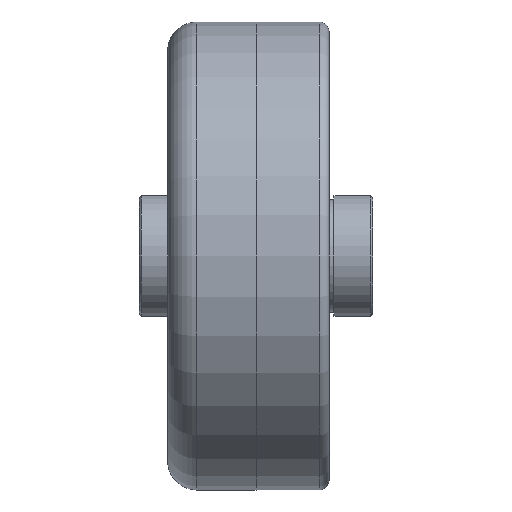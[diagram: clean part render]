
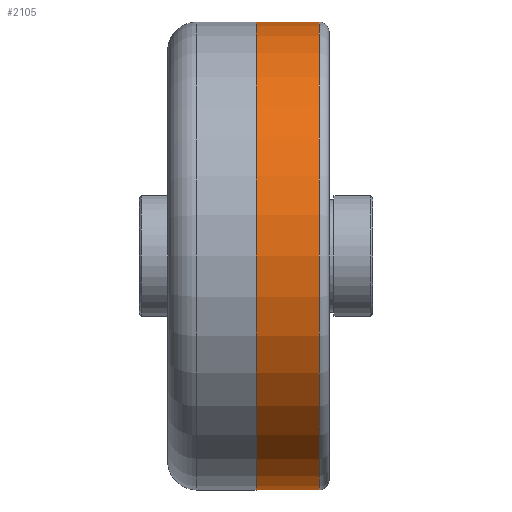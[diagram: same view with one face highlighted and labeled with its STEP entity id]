
A CAD part, front view. The second image highlights one B-rep face of the part: STEP entity #2105.
In plain terms, the highlighted cylindrical face has radius 24 mm (diameter 48 mm), a partial arc.
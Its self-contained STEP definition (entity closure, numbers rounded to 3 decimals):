
#118 = ORIENTED_EDGE ( 'NONE', *, *, #2775, .T. ) ;
#121 = DIRECTION ( 'NONE',  ( -1., 0., 0. ) ) ;
#124 = ORIENTED_EDGE ( 'NONE', *, *, #2331, .F. ) ;
#149 = ORIENTED_EDGE ( 'NONE', *, *, #1232, .T. ) ;
#299 = VECTOR ( 'NONE', #2716, 1000. ) ;
#319 = LINE ( 'NONE', #866, #299 ) ;
#357 = CARTESIAN_POINT ( 'NONE',  ( 6.5, 2.49, 6.178 ) ) ;
#376 = DIRECTION ( 'NONE',  ( 0., 0., -1. ) ) ;
#611 = LINE ( 'NONE', #2684, #1023 ) ;
#693 = CARTESIAN_POINT ( 'NONE',  ( 0., 2.49, -17.822 ) ) ;
#709 = CIRCLE ( 'NONE', #2613, 24. ) ;
#858 = VERTEX_POINT ( 'NONE', #2605 ) ;
#866 = CARTESIAN_POINT ( 'NONE',  ( 7.051, 2.49, -17.822 ) ) ;
#871 = VERTEX_POINT ( 'NONE', #2998 ) ;
#883 = VERTEX_POINT ( 'NONE', #693 ) ;
#965 = CYLINDRICAL_SURFACE ( 'NONE', #1077, 24. ) ;
#1023 = VECTOR ( 'NONE', #1656, 1000. ) ;
#1066 = ORIENTED_EDGE ( 'NONE', *, *, #1409, .F. ) ;
#1077 = AXIS2_PLACEMENT_3D ( 'NONE', #2229, #3008, #2019 ) ;
#1129 = EDGE_LOOP ( 'NONE', ( #1066, #149, #118, #124 ) ) ;
#1208 = FACE_OUTER_BOUND ( 'NONE', #1129, .T. ) ;
#1219 = CIRCLE ( 'NONE', #1283, 24. ) ;
#1232 = EDGE_CURVE ( 'NONE', #871, #2995, #1219, .T. ) ;
#1283 = AXIS2_PLACEMENT_3D ( 'NONE', #357, #121, #376 ) ;
#1409 = EDGE_CURVE ( 'NONE', #871, #883, #319, .T. ) ;
#1556 = DIRECTION ( 'NONE',  ( -1., 0., 0. ) ) ;
#1656 = DIRECTION ( 'NONE',  ( -1., 0., 0. ) ) ;
#1846 = CARTESIAN_POINT ( 'NONE',  ( 6.5, 2.49, 30.178 ) ) ;
#2019 = DIRECTION ( 'NONE',  ( 0., 0., 1. ) ) ;
#2105 = ADVANCED_FACE ( 'NONE', ( #1208 ), #965, .T. ) ;
#2115 = DIRECTION ( 'NONE',  ( 0., 0., 1. ) ) ;
#2229 = CARTESIAN_POINT ( 'NONE',  ( 7.051, 2.49, 6.178 ) ) ;
#2331 = EDGE_CURVE ( 'NONE', #883, #858, #709, .T. ) ;
#2605 = CARTESIAN_POINT ( 'NONE',  ( 0., 2.49, 30.178 ) ) ;
#2613 = AXIS2_PLACEMENT_3D ( 'NONE', #3078, #1556, #2115 ) ;
#2684 = CARTESIAN_POINT ( 'NONE',  ( 7.051, 2.49, 30.178 ) ) ;
#2716 = DIRECTION ( 'NONE',  ( -1., 0., 0. ) ) ;
#2775 = EDGE_CURVE ( 'NONE', #2995, #858, #611, .T. ) ;
#2995 = VERTEX_POINT ( 'NONE', #1846 ) ;
#2998 = CARTESIAN_POINT ( 'NONE',  ( 6.5, 2.49, -17.822 ) ) ;
#3008 = DIRECTION ( 'NONE',  ( -1., 0., 0. ) ) ;
#3078 = CARTESIAN_POINT ( 'NONE',  ( 0., 2.49, 6.178 ) ) ;
